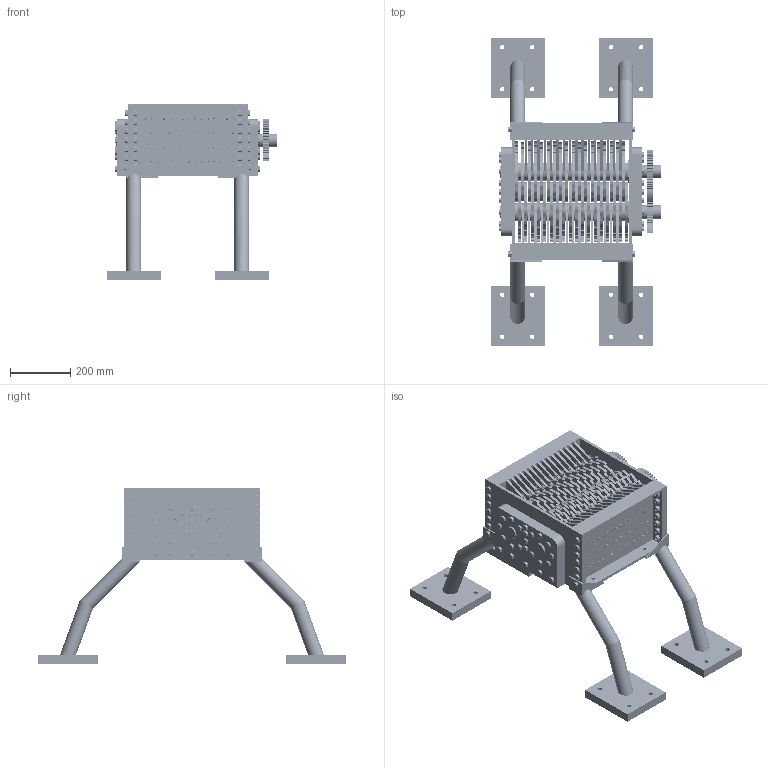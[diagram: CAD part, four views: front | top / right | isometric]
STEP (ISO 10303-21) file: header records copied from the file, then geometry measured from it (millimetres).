
FILE_DESCRIPTION(('CATIA V5 STEP Exchange'),'2;1');
FILE_NAME('Dual Shear Shredder.stp','2015-07-13T07:05:05+00:00',('none'),('none'),'CATIA Version 5 Release 21 SP 2 (IN-10)','CATIA V5 STEP AP203','none');
FILE_SCHEMA(('CONFIG_CONTROL_DESIGN'));
Products named in the file (14): Product1; Product1.1.2; Product1.1; Product1.2; Axial-Right-Panel-S02; 5209; Axial_left-Panel-S02; 5208.2; Left-Panel-S02; Right-Panel-S02; Right-Panel-Insiders; Left-Panel-Insiders; Gathered ANSI B18.2.3.5M BOLT M12x30 STEEL HEXAGON on UserPattern.2; Gathered ASME B18.2.4.2M NUT M12 STEEL HEXAGON STYLE 2 on UserPattern.2
Assembly tree (430 placements, depth 4):
  Product1
    Product1.1.2
      Product1.1
        #74  x18
        #2884
        #8239  x17
        #9040
        #9346
        #9652
      Product1.2
        #74  x18
        #2884
        #8239  x17
        #9040
        #10534
        #10840
      #11159
    Axial-Right-Panel-S02
      #11203
      #13913
      5209  x2
        #15924
        #16763
        #17596
        #17867
      #18166  x12
      #18931  x14
    Axial_left-Panel-S02
      #19667
      #22377
      5208.2  x2
        #24388
        #25227
        #26042
        #26298
    Left-Panel-S02
      #26603
      #30938
      #31113
      #31743
      #32048
    Right-Panel-S02
      #32699
      #37034
      #37209
      #37839
      #38144
    Right-Panel-Insiders
      #38795  x16
    #39538  x128
    Left-Panel-Insiders
      #38795  x16
    #42540  x2
    #54146  x46
    #18166
    Gathered ANSI B18.2.3.5M BOLT M12x30 STEEL HEXAGON on UserPattern.2
      #18166  x11
    #18931
    Gathered ASME B18.2.4.2M NUT M12 STEEL HEXAGON STYLE 2 on UserPattern.2
      #18931  x13
Bounding box: 568.5 x 1025 x 585 mm (x, y, z)
Volume: 31344361 mm3; surface area: 7081047.6 mm2
Topology: 468 solids, 472 shells, 12510 faces, 31348 edges, 19278 vertices
Faces by surface type: cylinder 4930, plane 4664, cone 1700, torus 516, sphere 400, extrusion 180, bspline 120
Entity records: 62942 total; most frequent: CARTESIAN_POINT 17729, ORIENTED_EDGE 9056, DIRECTION 7769, EDGE_CURVE 4528, AXIS2_PLACEMENT_3D 4025, VERTEX_POINT 2984, EDGE_LOOP 2354, CIRCLE 2167
